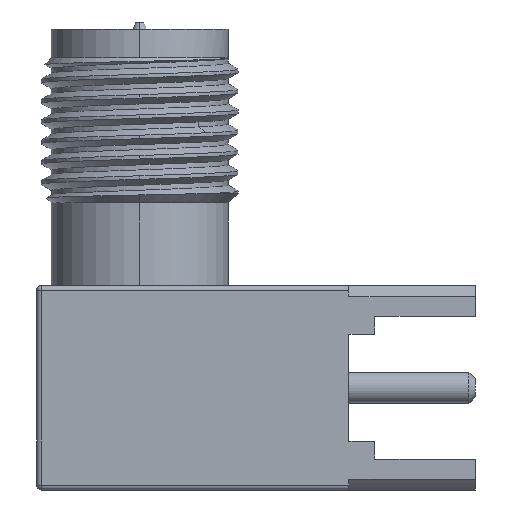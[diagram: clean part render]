
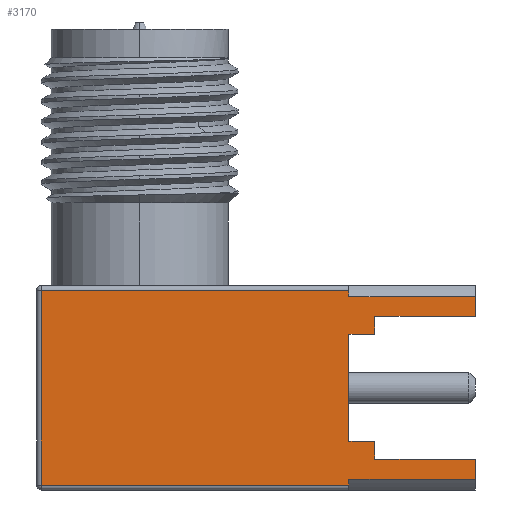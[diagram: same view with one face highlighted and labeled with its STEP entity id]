
A CAD part, left-side view. The second image highlights one B-rep face of the part: STEP entity #3170.
In plain terms, the highlighted planar face has unit normal (-1, 0, 0).
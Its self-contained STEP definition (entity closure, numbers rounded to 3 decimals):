
#214=DIRECTION('',(0.,1.,0.));
#215=VECTOR('',#214,9.48);
#216=CARTESIAN_POINT('',(-3.15,-6.45,-8.05));
#217=LINE('',#216,#215);
#218=DIRECTION('',(0.,0.,1.));
#219=VECTOR('',#218,0.184);
#220=CARTESIAN_POINT('',(-3.15,-6.45,-8.234));
#221=LINE('',#220,#219);
#222=DIRECTION('',(0.,-1.,0.));
#223=VECTOR('',#222,3.9);
#224=CARTESIAN_POINT('',(-3.15,-6.45,-8.234));
#225=LINE('',#224,#223);
#226=DIRECTION('',(0.,1.,0.));
#227=VECTOR('',#226,0.8);
#228=CARTESIAN_POINT('',(-3.15,-7.25,-9.4));
#229=LINE('',#228,#227);
#230=DIRECTION('',(0.,-1.,0.));
#231=VECTOR('',#230,3.1);
#232=CARTESIAN_POINT('',(-3.15,-7.25,-13.25));
#233=LINE('',#232,#231);
#234=DIRECTION('',(0.,-1.,0.));
#235=VECTOR('',#234,3.9);
#236=CARTESIAN_POINT('',(-3.15,-6.45,-13.866));
#237=LINE('',#236,#235);
#238=DIRECTION('',(0.,0.,1.));
#239=VECTOR('',#238,0.184);
#240=CARTESIAN_POINT('',(-3.15,-6.45,-14.05));
#241=LINE('',#240,#239);
#242=DIRECTION('',(0.,-1.,0.));
#243=VECTOR('',#242,9.48);
#244=CARTESIAN_POINT('',(-3.15,3.03,-14.05));
#245=LINE('',#244,#243);
#246=DIRECTION('',(0.,0.,-1.));
#247=VECTOR('',#246,6.);
#248=CARTESIAN_POINT('',(-3.15,3.03,-8.05));
#249=LINE('',#248,#247);
#2365=DIRECTION('',(0.,0.,-1.));
#2366=VECTOR('',#2365,0.616);
#2367=CARTESIAN_POINT('',(-3.15,-10.35,-8.234));
#2368=LINE('',#2367,#2366);
#2374=DIRECTION('',(0.,0.,-1.));
#2375=VECTOR('',#2374,0.616);
#2376=CARTESIAN_POINT('',(-3.15,-10.35,-13.25));
#2377=LINE('',#2376,#2375);
#2477=DIRECTION('',(0.,0.,1.));
#2478=VECTOR('',#2477,0.55);
#2479=CARTESIAN_POINT('',(-3.15,-7.25,-9.4));
#2480=LINE('',#2479,#2478);
#2489=DIRECTION('',(0.,0.,1.));
#2490=VECTOR('',#2489,0.55);
#2491=CARTESIAN_POINT('',(-3.15,-7.25,-13.25));
#2492=LINE('',#2491,#2490);
#2535=DIRECTION('',(0.,0.,1.));
#2536=VECTOR('',#2535,3.3);
#2537=CARTESIAN_POINT('',(-3.15,-6.45,-12.7));
#2538=LINE('',#2537,#2536);
#2604=DIRECTION('',(0.,1.,0.));
#2605=VECTOR('',#2604,0.8);
#2606=CARTESIAN_POINT('',(-3.15,-7.25,-12.7));
#2607=LINE('',#2606,#2605);
#2672=DIRECTION('',(0.,-1.,0.));
#2673=VECTOR('',#2672,3.1);
#2674=CARTESIAN_POINT('',(-3.15,-7.25,-8.85));
#2675=LINE('',#2674,#2673);
#2719=CARTESIAN_POINT('',(-3.15,-7.25,-12.7));
#2721=VERTEX_POINT('',#2719);
#2733=CARTESIAN_POINT('',(-3.15,-7.25,-9.4));
#2734=VERTEX_POINT('',#2733);
#2751=CARTESIAN_POINT('',(-3.15,-6.45,-12.7));
#2752=VERTEX_POINT('',#2751);
#2765=CARTESIAN_POINT('',(-3.15,-6.45,-9.4));
#2766=VERTEX_POINT('',#2765);
#2779=CARTESIAN_POINT('',(-3.15,-10.35,-8.85));
#2781=VERTEX_POINT('',#2779);
#2789=CARTESIAN_POINT('',(-3.15,-10.35,-13.25));
#2790=VERTEX_POINT('',#2789);
#2803=CARTESIAN_POINT('',(-3.15,-7.25,-8.85));
#2805=VERTEX_POINT('',#2803);
#2813=CARTESIAN_POINT('',(-3.15,-7.25,-13.25));
#2814=VERTEX_POINT('',#2813);
#2831=CARTESIAN_POINT('',(-3.15,-6.45,-8.234));
#2832=CARTESIAN_POINT('',(-3.15,-10.35,-8.234));
#2833=VERTEX_POINT('',#2831);
#2834=VERTEX_POINT('',#2832);
#2835=CARTESIAN_POINT('',(-3.15,-6.45,-13.866));
#2836=CARTESIAN_POINT('',(-3.15,-10.35,-13.866));
#2837=VERTEX_POINT('',#2835);
#2838=VERTEX_POINT('',#2836);
#2965=CARTESIAN_POINT('',(-3.15,-6.45,-8.05));
#2967=VERTEX_POINT('',#2965);
#2968=CARTESIAN_POINT('',(-3.15,3.03,-8.05));
#2969=VERTEX_POINT('',#2968);
#2972=CARTESIAN_POINT('',(-3.15,-6.45,-14.05));
#2974=VERTEX_POINT('',#2972);
#2978=CARTESIAN_POINT('',(-3.15,3.03,-14.05));
#2979=VERTEX_POINT('',#2978);
#3135=CARTESIAN_POINT('',(-3.15,3.18,-14.2));
#3136=DIRECTION('',(-1.,0.,0.));
#3137=DIRECTION('',(0.,-1.,0.));
#3138=AXIS2_PLACEMENT_3D('',#3135,#3136,#3137);
#3139=PLANE('',#3138);
#3140=ORIENTED_EDGE('',*,*,#3126,.F.);
#3141=ORIENTED_EDGE('',*,*,#3070,.F.);
#3143=ORIENTED_EDGE('',*,*,#3142,.T.);
#3145=ORIENTED_EDGE('',*,*,#3144,.T.);
#3147=ORIENTED_EDGE('',*,*,#3146,.F.);
#3149=ORIENTED_EDGE('',*,*,#3148,.F.);
#3151=ORIENTED_EDGE('',*,*,#3150,.T.);
#3153=ORIENTED_EDGE('',*,*,#3152,.F.);
#3155=ORIENTED_EDGE('',*,*,#3154,.F.);
#3157=ORIENTED_EDGE('',*,*,#3156,.F.);
#3159=ORIENTED_EDGE('',*,*,#3158,.T.);
#3161=ORIENTED_EDGE('',*,*,#3160,.T.);
#3163=ORIENTED_EDGE('',*,*,#3162,.F.);
#3164=ORIENTED_EDGE('',*,*,#3081,.F.);
#3165=ORIENTED_EDGE('',*,*,#3054,.F.);
#3167=ORIENTED_EDGE('',*,*,#3166,.F.);
#3168=EDGE_LOOP('',(#3140,#3141,#3143,#3145,#3147,#3149,#3151,#3153,#3155,#3157,
#3159,#3161,#3163,#3164,#3165,#3167));
#3169=FACE_OUTER_BOUND('',#3168,.F.);
#3054=EDGE_CURVE('',#2979,#2974,#245,.T.);
#3070=EDGE_CURVE('',#2833,#2967,#221,.T.);
#3081=EDGE_CURVE('',#2974,#2837,#241,.T.);
#3126=EDGE_CURVE('',#2967,#2969,#217,.T.);
#3142=EDGE_CURVE('',#2833,#2834,#225,.T.);
#3144=EDGE_CURVE('',#2834,#2781,#2368,.T.);
#3146=EDGE_CURVE('',#2805,#2781,#2675,.T.);
#3148=EDGE_CURVE('',#2734,#2805,#2480,.T.);
#3150=EDGE_CURVE('',#2734,#2766,#229,.T.);
#3152=EDGE_CURVE('',#2752,#2766,#2538,.T.);
#3154=EDGE_CURVE('',#2721,#2752,#2607,.T.);
#3156=EDGE_CURVE('',#2814,#2721,#2492,.T.);
#3158=EDGE_CURVE('',#2814,#2790,#233,.T.);
#3160=EDGE_CURVE('',#2790,#2838,#2377,.T.);
#3162=EDGE_CURVE('',#2837,#2838,#237,.T.);
#3166=EDGE_CURVE('',#2969,#2979,#249,.T.);
#3170=ADVANCED_FACE('',(#3169),#3139,.T.);
